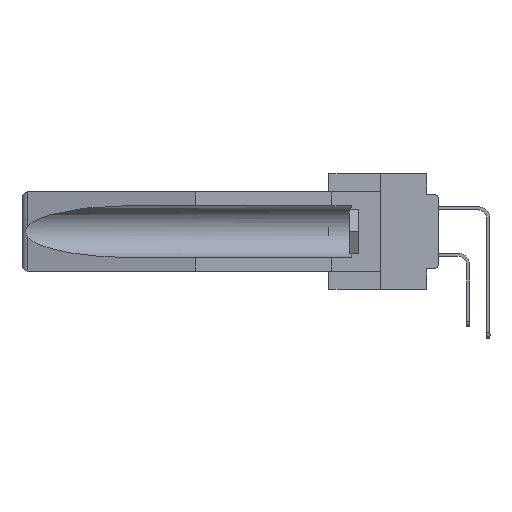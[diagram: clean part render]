
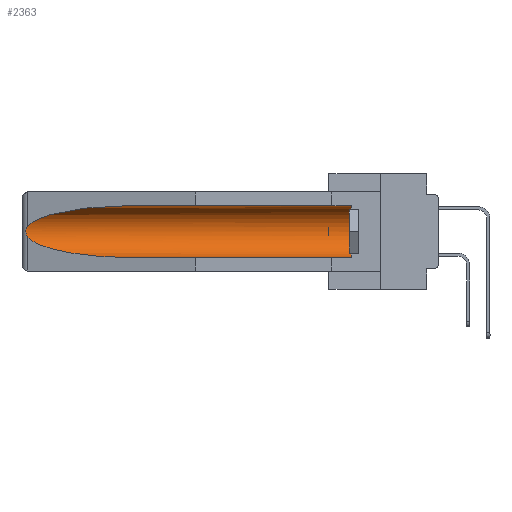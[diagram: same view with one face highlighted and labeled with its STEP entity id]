
A CAD part, left-side view. The second image highlights one B-rep face of the part: STEP entity #2363.
In plain terms, the highlighted cylindrical face has radius 2.857 mm (diameter 5.715 mm), a partial arc.
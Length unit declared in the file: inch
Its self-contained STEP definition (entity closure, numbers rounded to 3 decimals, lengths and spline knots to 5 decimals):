
#259 = CARTESIAN_POINT ( 'NONE',  ( 0.155, 1.07973, -0.284 ) ) ;
#652 = VERTEX_POINT ( 'NONE', #25168 ) ;
#727 =( BOUNDED_CURVE ( )  B_SPLINE_CURVE ( 3, ( #42421, #18958, #19606, #6190 ),
 .UNSPECIFIED., .F., .T. ) 
 B_SPLINE_CURVE_WITH_KNOTS ( ( 4, 4 ),
 ( 4.71239, 6.08839 ),
 .UNSPECIFIED. ) 
 CURVE ( )  GEOMETRIC_REPRESENTATION_ITEM ( )  RATIONAL_B_SPLINE_CURVE ( ( 1., 0.848, 0.848, 1. ) ) 
 REPRESENTATION_ITEM ( '' )  );
#894 = CARTESIAN_POINT ( 'NONE',  ( 0.21114, 1.30732, -0.284 ) ) ;
#1184 = CARTESIAN_POINT ( 'NONE',  ( 0.26537, 1.52718, -0.14972 ) ) ;
#1803 = EDGE_CURVE ( 'NONE', #8890, #652, #5093, .T. ) ;
#1950 = EDGE_CURVE ( 'NONE', #652, #36137, #8273, .T. ) ;
#2363 = ADVANCED_FACE ( 'NONE', ( #13802 ), #6674, .F. ) ;
#2433 = CARTESIAN_POINT ( 'NONE',  ( 0.155, 1.07973, -0.284 ) ) ;
#5093 = CIRCLE ( 'NONE', #29319, 0.1125 ) ;
#5736 = CARTESIAN_POINT ( 'NONE',  ( 0.155, -0.30754, -0.284 ) ) ;
#5743 = ORIENTED_EDGE ( 'NONE', *, *, #11420, .T. ) ;
#6190 = CARTESIAN_POINT ( 'NONE',  ( 0.26537, 1.52718, -0.14972 ) ) ;
#6674 = CYLINDRICAL_SURFACE ( 'NONE', #20382, 0.1125 ) ;
#8273 = LINE ( 'NONE', #28430, #36322 ) ;
#8481 = DIRECTION ( 'NONE',  ( 0., -1., 0. ) ) ;
#8890 = VERTEX_POINT ( 'NONE', #32813 ) ;
#11330 = CARTESIAN_POINT ( 'NONE',  ( 0.155, 0.126, -0.1715 ) ) ;
#11420 = EDGE_CURVE ( 'NONE', #22150, #13100, #38695, .T. ) ;
#11537 = CARTESIAN_POINT ( 'NONE',  ( 0.2673, 1.53269, -0.17917 ) ) ;
#12676 = ORIENTED_EDGE ( 'NONE', *, *, #15368, .T. ) ;
#13100 = VERTEX_POINT ( 'NONE', #2433 ) ;
#13802 = FACE_OUTER_BOUND ( 'NONE', #39586, .T. ) ;
#15182 = EDGE_CURVE ( 'NONE', #8890, #13100, #25450, .T. ) ;
#15368 = EDGE_CURVE ( 'NONE', #24000, #22150, #32286, .T. ) ;
#15690 = DIRECTION ( 'NONE',  ( 0., 1., 0. ) ) ;
#16099 = ORIENTED_EDGE ( 'NONE', *, *, #15182, .F. ) ;
#17531 = CARTESIAN_POINT ( 'NONE',  ( 0.26537, 1.52718, -0.19328 ) ) ;
#18958 = CARTESIAN_POINT ( 'NONE',  ( 0.21114, 1.30732, -0.059 ) ) ;
#19332 = ORIENTED_EDGE ( 'NONE', *, *, #1803, .T. ) ;
#19606 = CARTESIAN_POINT ( 'NONE',  ( 0.25451, 1.48313, -0.09465 ) ) ;
#20382 = AXIS2_PLACEMENT_3D ( 'NONE', #30736, #33345, #37262 ) ;
#20665 = CARTESIAN_POINT ( 'NONE',  ( 0.26597, 1.5296, -0.19026 ) ) ;
#20872 = CARTESIAN_POINT ( 'NONE',  ( 0.26654, 1.53092, -0.15636 ) ) ;
#22150 = VERTEX_POINT ( 'NONE', #39900 ) ;
#24000 = VERTEX_POINT ( 'NONE', #30138 ) ;
#24134 = CARTESIAN_POINT ( 'NONE',  ( 0.2675, 1.53308, -0.16763 ) ) ;
#24689 = VECTOR ( 'NONE', #15690, 39.37008 ) ;
#24759 = CARTESIAN_POINT ( 'NONE',  ( 0.26537, 1.52718, -0.19328 ) ) ;
#25168 = CARTESIAN_POINT ( 'NONE',  ( 0.155, 0.126, -0.059 ) ) ;
#25255 = ORIENTED_EDGE ( 'NONE', *, *, #1950, .T. ) ;
#25450 = LINE ( 'NONE', #5736, #24689 ) ;
#27807 = CARTESIAN_POINT ( 'NONE',  ( 0.2673, 1.5327, -0.16383 ) ) ;
#28012 = CARTESIAN_POINT ( 'NONE',  ( 0.26597, 1.52961, -0.15275 ) ) ;
#28430 = CARTESIAN_POINT ( 'NONE',  ( 0.155, -0.30754, -0.059 ) ) ;
#29319 = AXIS2_PLACEMENT_3D ( 'NONE', #11330, #8481, #41480 ) ;
#30138 = CARTESIAN_POINT ( 'NONE',  ( 0.26537, 1.52718, -0.14972 ) ) ;
#30736 = CARTESIAN_POINT ( 'NONE',  ( 0.155, -0.30754, -0.1715 ) ) ;
#30855 = CARTESIAN_POINT ( 'NONE',  ( 0.26655, 1.53094, -0.18657 ) ) ;
#31067 = ORIENTED_EDGE ( 'NONE', *, *, #39794, .T. ) ;
#32286 = B_SPLINE_CURVE_WITH_KNOTS ( 'NONE', 3,
 ( #1184, #28012, #20872, #27807, #24134, #41271, #11537, #30855, #20665, #24759 ),
 .UNSPECIFIED., .F., .F.,
 ( 4, 2, 2, 2, 4 ),
 ( 0., 0.00029, 0.00058, 0.00087, 0.00117 ),
 .UNSPECIFIED. ) ;
#32813 = CARTESIAN_POINT ( 'NONE',  ( 0.155, 0.126, -0.284 ) ) ;
#33345 = DIRECTION ( 'NONE',  ( 0., 1., 0. ) ) ;
#36137 = VERTEX_POINT ( 'NONE', #40678 ) ;
#36322 = VECTOR ( 'NONE', #41688, 39.37008 ) ;
#37262 = DIRECTION ( 'NONE',  ( 0., 0., 1. ) ) ;
#38695 =( BOUNDED_CURVE ( )  B_SPLINE_CURVE ( 3, ( #17531, #39902, #894, #259 ),
 .UNSPECIFIED., .F., .T. ) 
 B_SPLINE_CURVE_WITH_KNOTS ( ( 4, 4 ),
 ( 0.1948, 1.5708 ),
 .UNSPECIFIED. ) 
 CURVE ( )  GEOMETRIC_REPRESENTATION_ITEM ( )  RATIONAL_B_SPLINE_CURVE ( ( 1., 0.848, 0.848, 1. ) ) 
 REPRESENTATION_ITEM ( '' )  );
#39586 = EDGE_LOOP ( 'NONE', ( #31067, #12676, #5743, #16099, #19332, #25255 ) ) ;
#39794 = EDGE_CURVE ( 'NONE', #36137, #24000, #727, .T. ) ;
#39900 = CARTESIAN_POINT ( 'NONE',  ( 0.26537, 1.52718, -0.19328 ) ) ;
#39902 = CARTESIAN_POINT ( 'NONE',  ( 0.25451, 1.48313, -0.24835 ) ) ;
#40678 = CARTESIAN_POINT ( 'NONE',  ( 0.155, 1.07973, -0.059 ) ) ;
#41271 = CARTESIAN_POINT ( 'NONE',  ( 0.2675, 1.53308, -0.17534 ) ) ;
#41480 = DIRECTION ( 'NONE',  ( 0., 0., 1. ) ) ;
#41688 = DIRECTION ( 'NONE',  ( 0., 1., 0. ) ) ;
#42421 = CARTESIAN_POINT ( 'NONE',  ( 0.155, 1.07973, -0.059 ) ) ;
